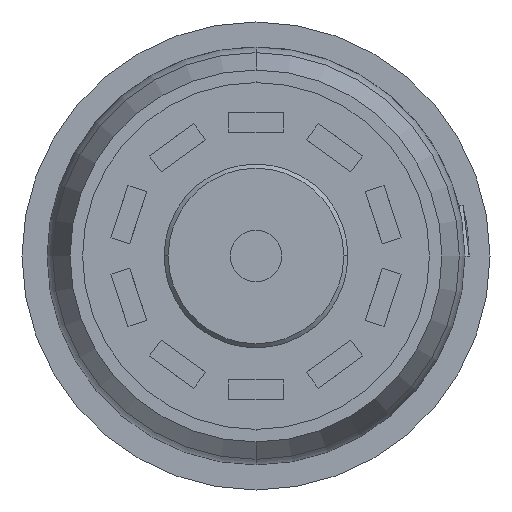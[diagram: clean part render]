
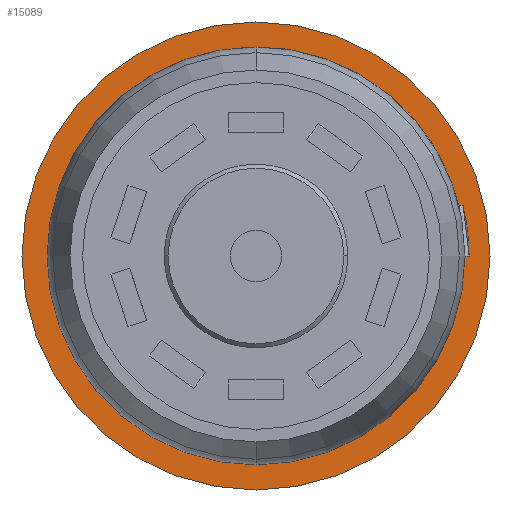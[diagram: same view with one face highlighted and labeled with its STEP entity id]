
A CAD part, front view. The second image highlights one B-rep face of the part: STEP entity #15089.
In plain terms, the highlighted planar face has unit normal (0, -1, 0).
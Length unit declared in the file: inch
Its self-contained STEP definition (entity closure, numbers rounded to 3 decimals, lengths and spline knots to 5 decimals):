
#15008=CARTESIAN_POINT('',(0.,0.12,0.));
#15009=DIRECTION('',(0.,-1.,0.));
#15010=DIRECTION('',(1.,0.,0.));
#15011=AXIS2_PLACEMENT_3D('',#15008,#15009,#15010);
#15013=CARTESIAN_POINT('',(0.,0.12,0.));
#15014=DIRECTION('',(0.,-1.,0.));
#15015=DIRECTION('',(-1.,0.,0.));
#15016=AXIS2_PLACEMENT_3D('',#15013,#15014,#15015);
#15018=CARTESIAN_POINT('',(0.,0.12,0.));
#15019=DIRECTION('',(0.,1.,0.));
#15020=DIRECTION('',(1.,0.,0.));
#15021=AXIS2_PLACEMENT_3D('',#15018,#15019,#15020);
#15023=CARTESIAN_POINT('',(0.,0.12,0.));
#15024=DIRECTION('',(0.,1.,0.));
#15025=DIRECTION('',(-1.,0.,0.));
#15026=AXIS2_PLACEMENT_3D('',#15023,#15024,#15025);
#15056=CARTESIAN_POINT('',(0.2105,0.12,0.));
#15057=CARTESIAN_POINT('',(-0.2105,0.12,0.));
#15058=VERTEX_POINT('',#15056);
#15059=VERTEX_POINT('',#15057);
#15060=CARTESIAN_POINT('',(0.28,0.12,0.));
#15061=CARTESIAN_POINT('',(-0.28,0.12,0.));
#15062=VERTEX_POINT('',#15060);
#15063=VERTEX_POINT('',#15061);
#15072=CARTESIAN_POINT('',(0.,0.12,0.));
#15073=DIRECTION('',(0.,1.,0.));
#15074=DIRECTION('',(1.,0.,0.));
#15075=AXIS2_PLACEMENT_3D('',#15072,#15073,#15074);
#15076=PLANE('',#15075);
#15078=ORIENTED_EDGE('',*,*,#15077,.T.);
#15080=ORIENTED_EDGE('',*,*,#15079,.T.);
#15081=EDGE_LOOP('',(#15078,#15080));
#15082=FACE_OUTER_BOUND('',#15081,.F.);
#15084=ORIENTED_EDGE('',*,*,#15083,.T.);
#15086=ORIENTED_EDGE('',*,*,#15085,.T.);
#15087=EDGE_LOOP('',(#15084,#15086));
#15088=FACE_BOUND('',#15087,.F.);
#15089=ADVANCED_FACE('',(#15082,#15088),#15076,.F.);
#15012=CIRCLE('',#15011,0.2105);
#15017=CIRCLE('',#15016,0.2105);
#15022=CIRCLE('',#15021,0.28);
#15027=CIRCLE('',#15026,0.28);
#15077=EDGE_CURVE('',#15062,#15063,#15022,.T.);
#15079=EDGE_CURVE('',#15063,#15062,#15027,.T.);
#15083=EDGE_CURVE('',#15058,#15059,#15012,.T.);
#15085=EDGE_CURVE('',#15059,#15058,#15017,.T.);
